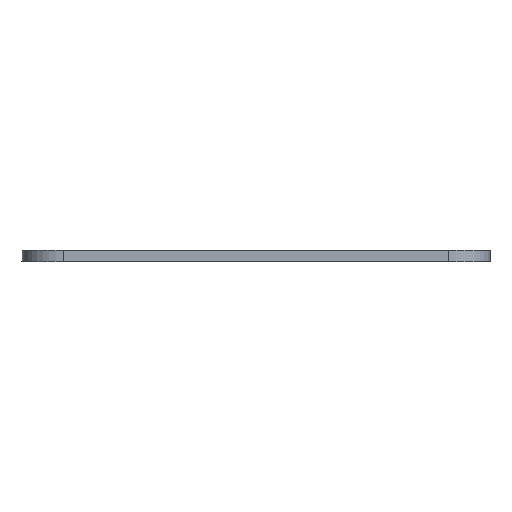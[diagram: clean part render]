
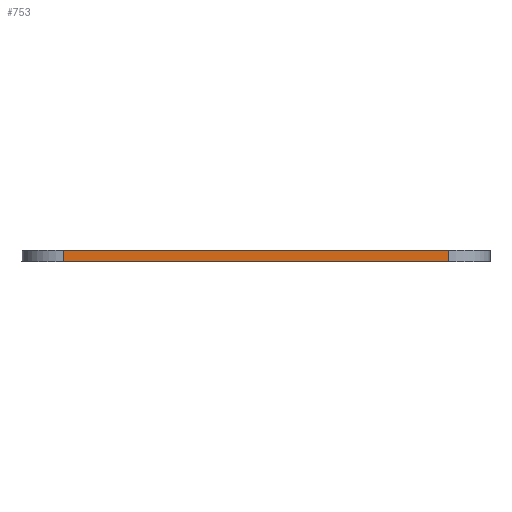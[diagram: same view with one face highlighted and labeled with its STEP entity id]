
A CAD part, left-side view. The second image highlights one B-rep face of the part: STEP entity #753.
In plain terms, the highlighted planar face has unit normal (-1, 0, 0).
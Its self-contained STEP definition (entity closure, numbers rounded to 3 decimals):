
#106=PLANE('',#826);
#125=FACE_OUTER_BOUND('',#176,.T.);
#176=EDGE_LOOP('',(#585,#586,#587,#588));
#229=LINE('',#1154,#291);
#241=LINE('',#1227,#303);
#242=LINE('',#1231,#304);
#243=LINE('',#1232,#305);
#291=VECTOR('',#901,10.);
#303=VECTOR('',#951,10.);
#304=VECTOR('',#956,10.);
#305=VECTOR('',#957,10.);
#363=VERTEX_POINT('',#1151);
#364=VERTEX_POINT('',#1153);
#391=VERTEX_POINT('',#1226);
#392=VERTEX_POINT('',#1230);
#437=EDGE_CURVE('',#363,#364,#229,.T.);
#467=EDGE_CURVE('',#364,#391,#241,.T.);
#469=EDGE_CURVE('',#392,#363,#242,.T.);
#470=EDGE_CURVE('',#392,#391,#243,.T.);
#585=ORIENTED_EDGE('',*,*,#467,.F.);
#586=ORIENTED_EDGE('',*,*,#437,.F.);
#587=ORIENTED_EDGE('',*,*,#469,.F.);
#588=ORIENTED_EDGE('',*,*,#470,.T.);
#753=ADVANCED_FACE('',(#125),#106,.T.);
#826=AXIS2_PLACEMENT_3D('',#1229,#954,#955);
#901=DIRECTION('',(0.,1.,0.));
#951=DIRECTION('',(0.,0.,1.));
#954=DIRECTION('center_axis',(-1.,0.,0.));
#955=DIRECTION('ref_axis',(0.,1.,0.));
#956=DIRECTION('',(0.,0.,-1.));
#957=DIRECTION('',(0.,1.,0.));
#1151=CARTESIAN_POINT('',(-164.409,-50.291,0.));
#1153=CARTESIAN_POINT('',(-164.409,48.009,0.));
#1154=CARTESIAN_POINT('',(-164.409,-30.216,0.));
#1226=CARTESIAN_POINT('',(-164.409,48.009,3.));
#1227=CARTESIAN_POINT('',(-164.409,48.009,3.1));
#1229=CARTESIAN_POINT('Origin',(-164.409,-59.291,3.1));
#1230=CARTESIAN_POINT('',(-164.409,-50.291,3.));
#1231=CARTESIAN_POINT('',(-164.409,-50.291,3.1));
#1232=CARTESIAN_POINT('',(-164.409,-30.216,3.));
